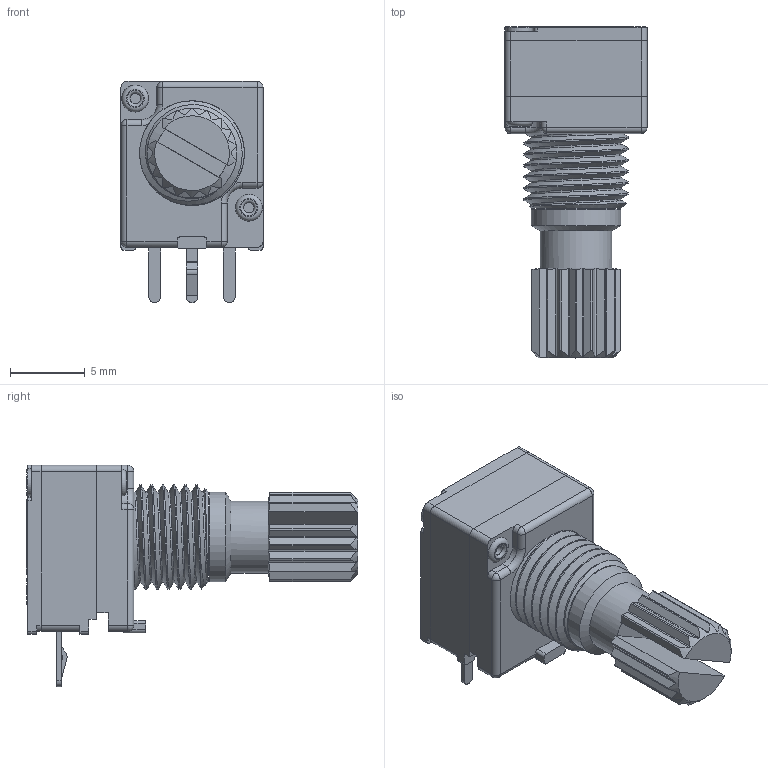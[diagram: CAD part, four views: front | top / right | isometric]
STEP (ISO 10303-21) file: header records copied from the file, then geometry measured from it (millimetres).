
FILE_DESCRIPTION(('STEP AP214'), '1');
FILE_NAME('PTD90', '2020-06-12T12:19:32', ('AF'), (''), 'UNSPECIFIED', 'UNSPECIFIED', '');
FILE_SCHEMA(('AUTOMOTIVE_DESIGN { 1 0 10303 214 3 1 1}'));
Length unit declared in the file: millimetre
Assembly tree (4 placements, depth 2):
  (unnamed)
    (unnamed)
    (unnamed)
    (unnamed)
    (unnamed)
Bounding box: 9.5 x 22.2 x 14.8 mm (x, y, z)
Volume: 1058.4 mm3; surface area: 1595.9 mm2
Topology: 9 solids, 9 shells, 274 faces, 703 edges, 454 vertices
Faces by surface type: plane 146, cylinder 106, torus 8, sphere 6, cone 6, bspline 2
Full cylindrical faces by diameter (mm): 0.7 x2, 1 x4, 1.05 x4, 1.8 x2, 3.9 x1, 4 x1, 4.8 x1, 6 x1
Entity records: 14587 total; most frequent: CARTESIAN_POINT 5665, ORIENTED_EDGE 1346, DIRECTION 1281, EDGE_CURVE 673, AXIS2_PLACEMENT_3D 478, VERTEX_POINT 454, LINE 325, VECTOR 325
